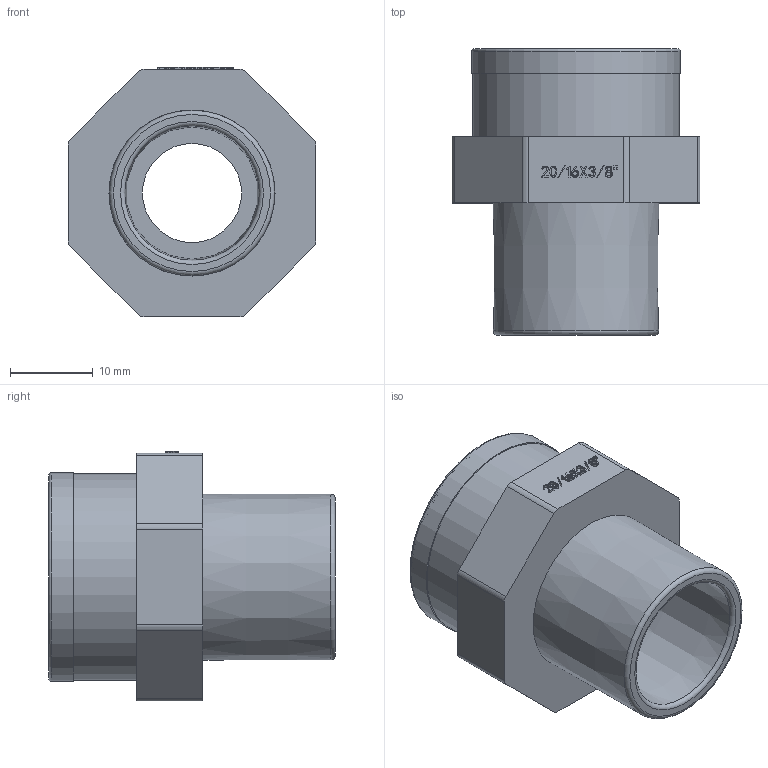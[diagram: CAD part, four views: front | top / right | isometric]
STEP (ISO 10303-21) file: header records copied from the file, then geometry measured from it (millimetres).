
FILE_DESCRIPTION(/* description */ (''),/* implementation_level */ '2;1');
FILE_NAME(/* name */ 'AF0351.016.016.step',/* time_stamp */ '2026-01-22T10:54:22+01:00',/* author */ (''),/* organization */ (''),/* preprocessor_version */ 'ST-DEVELOPER v20.1',/* originating_system */ 'Autodesk Translation Framework v14.21.0.0',/* authorisation */ '');
FILE_SCHEMA (('AUTOMOTIVE_DESIGN { 1 0 10303 214 3 1 1 }'));
Length unit declared in the file: millimetre
Products named in the file (1): 2026-01-22-08-41-03-299
Bounding box: 30 x 34.64 x 30.25 mm (x, y, z)
Volume: 9746.5 mm3; surface area: 6904.9 mm2
Topology: 2 solids, 2 shells, 248 faces, 664 edges, 441 vertices
Faces by surface type: bspline 126, plane 80, cylinder 34, torus 6, cone 2
Full cylindrical faces by diameter (mm): 12 x1, 14.95 x8, 16.662 x9, 18 x1, 18.045 x1, 25 x1, 25.02 x1, 25.298 x1
Entity records: 11757 total; most frequent: CARTESIAN_POINT 6400, ORIENTED_EDGE 1328, DIRECTION 669, EDGE_CURVE 664, VERTEX_POINT 441, LINE 321, VECTOR 321, B_SPLINE_CURVE_WITH_KNOTS 292
